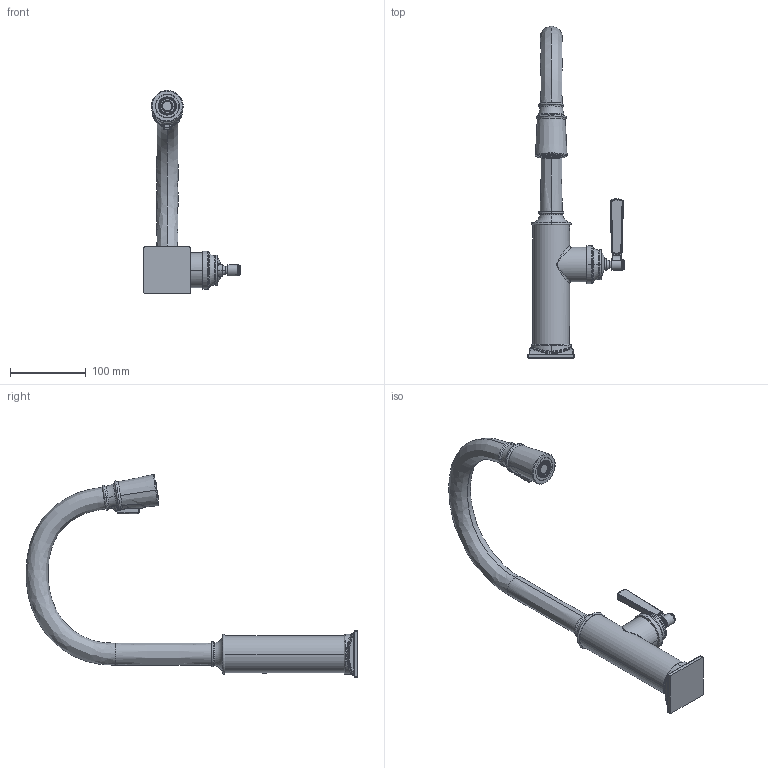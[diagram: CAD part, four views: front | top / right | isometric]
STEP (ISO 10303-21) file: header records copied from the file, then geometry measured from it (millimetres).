
FILE_DESCRIPTION((''),'2;1');
FILE_NAME('3170-5103','2021-04-08T14:15:13',('jinson.thomas'),(''),'CREO PARAMETRIC BY PTC INC, 2018400','CREO PARAMETRIC BY PTC INC, 2018400','');
FILE_SCHEMA(('CONFIG_CONTROL_DESIGN'));
Length unit declared in the file: inch
Products named in the file (1): 3170-5103
Bounding box: 126.75 x 437.74 x 268.03 mm (x, y, z)
Volume: 818897.5 mm3; surface area: 101127.8 mm2
Topology: 2 solids, 2 shells, 498 faces, 1089 edges, 639 vertices
Faces by surface type: bspline 143, torus 95, cone 81, plane 76, cylinder 73, sphere 28, extrusion 2
Entity records: 22460 total; most frequent: CARTESIAN_POINT 12243, ORIENTED_EDGE 2146, DIRECTION 2100, EDGE_CURVE 1073, AXIS2_PLACEMENT_3D 952, VERTEX_POINT 639, CIRCLE 597, EDGE_LOOP 558
